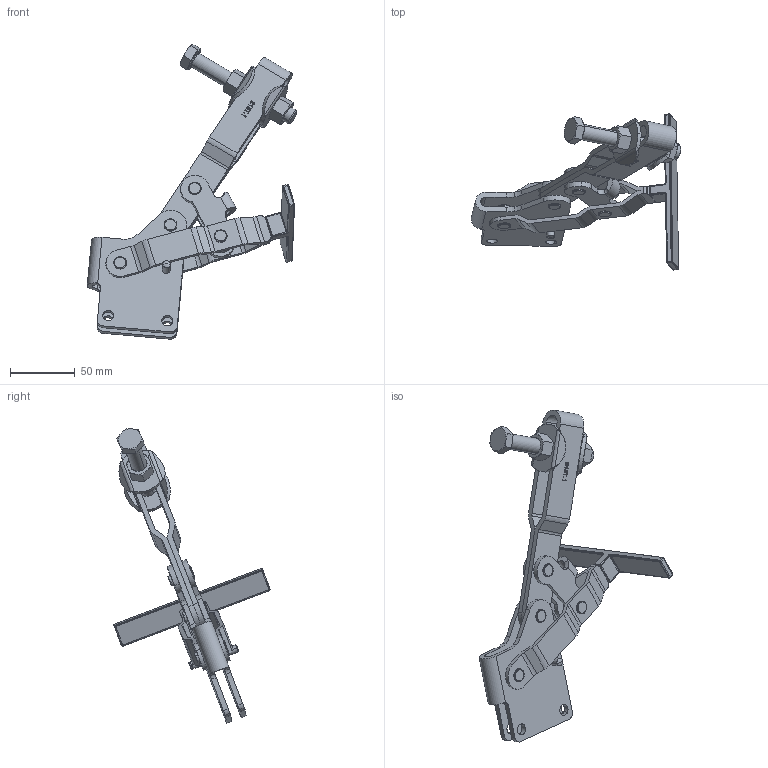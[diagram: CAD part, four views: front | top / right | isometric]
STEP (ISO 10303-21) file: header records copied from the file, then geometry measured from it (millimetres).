
FILE_DESCRIPTION((''),'2;1');
FILE_NAME('215T.1-opened.stp','2005-09-27T21:08:15',('Kysilko'),(''),'Autodesk Inventor 8','Autodesk Inventor 8','');
FILE_SCHEMA(('AUTOMOTIVE_DESIGN { 1 0 10303 214 1 1 1 1 }'));
Length unit declared in the file: millimetre
Products named in the file (1): Part22
Bounding box: 162.24 x 120.83 x 227.89 mm (x, y, z)
Volume: 144977.9 mm3; surface area: 79165 mm2
Topology: 1 solids, 8 shells, 1504 faces, 4991 edges, 3087 vertices
Faces by surface type: plane 762, cone 348, cylinder 286, bspline 82, sphere 14, torus 12
Entity records: 57205 total; most frequent: CARTESIAN_POINT 14102, ORIENTED_EDGE 9942, DIRECTION 8900, EDGE_CURVE 4971, AXIS2_PLACEMENT_3D 3201, VERTEX_POINT 3087, VECTOR 2498, LINE 2498
